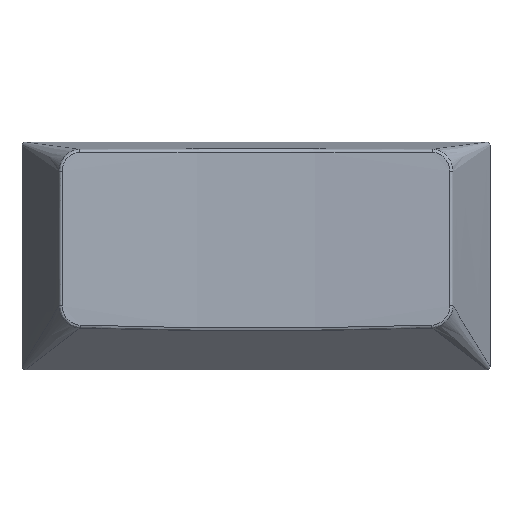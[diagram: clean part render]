
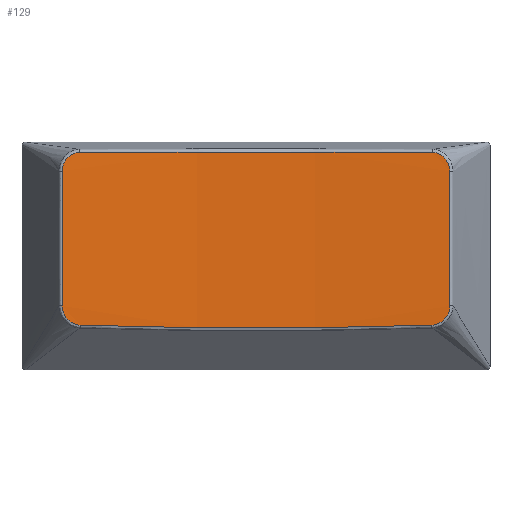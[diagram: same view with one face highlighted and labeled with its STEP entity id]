
A CAD part, top view. The second image highlights one B-rep face of the part: STEP entity #129.
In plain terms, the highlighted cylindrical face has radius 201.155 mm (diameter 402.309 mm), a partial arc.
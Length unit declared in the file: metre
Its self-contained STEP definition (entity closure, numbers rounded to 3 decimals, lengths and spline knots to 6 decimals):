
#129=ADVANCED_FACE('0:248',(#321),#322,.F.);
#321=FACE_OUTER_BOUND('',#2956,.T.);
#322=CYLINDRICAL_SURFACE('',#2957,0.201155);
#2956=EDGE_LOOP('',(#3741,#3742,#3743,#3744,#3745,#3746,#3747,#3748));
#2957=AXIS2_PLACEMENT_3D('',#3749,#3750,#3751);
#3741=ORIENTED_EDGE('',*,*,#4212,.F.);
#3742=ORIENTED_EDGE('',*,*,#4215,.F.);
#3743=ORIENTED_EDGE('',*,*,#4221,.F.);
#3744=ORIENTED_EDGE('',*,*,#4226,.F.);
#3745=ORIENTED_EDGE('',*,*,#4232,.F.);
#3746=ORIENTED_EDGE('',*,*,#4230,.F.);
#3747=ORIENTED_EDGE('',*,*,#4224,.F.);
#3748=ORIENTED_EDGE('',*,*,#4218,.F.);
#3749=CARTESIAN_POINT('',(0.00004,0.009803,0.207566));
#3750=DIRECTION('',(0.,-1.,0.022));
#3751=DIRECTION('',(-1.0,0.,0.));
#4212=EDGE_CURVE('0:1052',#4692,#4687,#4694,.T.);
#4215=EDGE_CURVE('0:1061',#4697,#4692,#4699,.T.);
#4218=EDGE_CURVE('0:1070',#4687,#4700,#4704,.T.);
#4221=EDGE_CURVE('0:1079',#4707,#4697,#4709,.T.);
#4224=EDGE_CURVE('0:1088',#4700,#4710,#4714,.T.);
#4226=EDGE_CURVE('0:1094',#4716,#4707,#4718,.T.);
#4230=EDGE_CURVE('0:1106',#4710,#4720,#4724,.T.);
#4232=EDGE_CURVE('0:1112',#4720,#4716,#4726,.T.);
#4687=VERTEX_POINT('',#7339);
#4692=VERTEX_POINT('',#7349);
#4694=B_SPLINE_CURVE_WITH_KNOTS('',3,(#7351,#7352,#7353,#7354,#7355,#7356),.UNSPECIFIED.,.F.,.F.,(4,1,1,4),(0.,0.658741,1.317482,2.305594),.UNSPECIFIED.);
#4697=VERTEX_POINT('',#7359);
#4699=ELLIPSE('',#7361,0.1596,0.13815);
#4700=VERTEX_POINT('',#7362);
#4704=B_SPLINE_CURVE_WITH_KNOTS('',3,(#7370,#7371,#7372,#7373,#7374),.UNSPECIFIED.,.F.,.F.,(4,1,4),(0.,4.569338,10.661789),.UNSPECIFIED.);
#4707=VERTEX_POINT('',#7382);
#4709=B_SPLINE_CURVE_WITH_KNOTS('',3,(#7384,#7385,#7386,#7387,#7388,#7389),.UNSPECIFIED.,.F.,.F.,(4,1,1,4),(0.,0.988112,1.646853,2.305594),.UNSPECIFIED.);
#4710=VERTEX_POINT('',#7390);
#4714=B_SPLINE_CURVE_WITH_KNOTS('',3,(#7399,#7400,#7401,#7402,#7403,#7404),.UNSPECIFIED.,.F.,.F.,(4,1,1,4),(0.,0.9605,1.600834,2.241168),.UNSPECIFIED.);
#4716=VERTEX_POINT('',#7406);
#4718=B_SPLINE_CURVE_WITH_KNOTS('',3,(#7408,#7409,#7410,#7411,#7412),.UNSPECIFIED.,.F.,.F.,(4,1,4),(-10.661789,-4.569338,0.),.UNSPECIFIED.);
#4720=VERTEX_POINT('',#7418);
#4724=ELLIPSE('',#7422,0.173237,0.149942);
#4726=B_SPLINE_CURVE_WITH_KNOTS('',3,(#7430,#7431,#7432,#7433,#7434,#7435,#7436),.UNSPECIFIED.,.F.,.F.,(4,1,1,1,4),(0.,0.32017,0.96051,1.60085,2.241189),.UNSPECIFIED.);
#7339=CARTESIAN_POINT('',(-0.015303,-0.003981,0.00725));
#7349=CARTESIAN_POINT('',(-0.01388,-0.005513,0.00718));
#7351=CARTESIAN_POINT('',(-0.01388,-0.005513,0.00718));
#7352=CARTESIAN_POINT('',(-0.014099,-0.005506,0.007195));
#7353=CARTESIAN_POINT('',(-0.01453,-0.005378,0.007223));
#7354=CARTESIAN_POINT('',(-0.015115,-0.004855,0.007255));
#7355=CARTESIAN_POINT('',(-0.015303,-0.004311,0.007257));
#7356=CARTESIAN_POINT('',(-0.015303,-0.003981,0.00725));
#7359=CARTESIAN_POINT('',(0.013961,-0.005513,0.00718));
#7361=AXIS2_PLACEMENT_3D('',#7833,#7834,#7835);
#7362=CARTESIAN_POINT('',(-0.015307,0.006678,0.007018));
#7370=CARTESIAN_POINT('',(-0.015303,-0.003981,0.00725));
#7371=CARTESIAN_POINT('',(-0.015303,-0.002459,0.007217));
#7372=CARTESIAN_POINT('',(-0.015305,0.001094,0.00714));
#7373=CARTESIAN_POINT('',(-0.015307,0.004648,0.007062));
#7374=CARTESIAN_POINT('',(-0.015307,0.006678,0.007018));
#7382=CARTESIAN_POINT('',(0.015383,-0.003981,0.00725));
#7384=CARTESIAN_POINT('',(0.015383,-0.003981,0.00725));
#7385=CARTESIAN_POINT('',(0.015383,-0.004311,0.007257));
#7386=CARTESIAN_POINT('',(0.015195,-0.004855,0.007255));
#7387=CARTESIAN_POINT('',(0.014611,-0.005378,0.007223));
#7388=CARTESIAN_POINT('',(0.014179,-0.005506,0.007195));
#7389=CARTESIAN_POINT('',(0.013961,-0.005513,0.00718));
#7390=CARTESIAN_POINT('',(-0.013934,0.00816,0.006885));
#7399=CARTESIAN_POINT('',(-0.015307,0.006678,0.007018));
#7400=CARTESIAN_POINT('',(-0.015307,0.006998,0.007011));
#7401=CARTESIAN_POINT('',(-0.015135,0.00753,0.006986));
#7402=CARTESIAN_POINT('',(-0.014569,0.008042,0.006933));
#7403=CARTESIAN_POINT('',(-0.014147,0.008159,0.0069));
#7404=CARTESIAN_POINT('',(-0.013934,0.00816,0.006885));
#7406=CARTESIAN_POINT('',(0.015387,0.006678,0.007018));
#7408=CARTESIAN_POINT('',(0.015387,0.006678,0.007018));
#7409=CARTESIAN_POINT('',(0.015387,0.004648,0.007062));
#7410=CARTESIAN_POINT('',(0.015385,0.001094,0.00714));
#7411=CARTESIAN_POINT('',(0.015383,-0.002459,0.007217));
#7412=CARTESIAN_POINT('',(0.015383,-0.003981,0.00725));
#7418=CARTESIAN_POINT('',(0.014015,0.00816,0.006885));
#7422=AXIS2_PLACEMENT_3D('',#7854,#7855,#7856);
#7430=CARTESIAN_POINT('',(0.014015,0.00816,0.006885));
#7431=CARTESIAN_POINT('',(0.014121,0.00816,0.006893));
#7432=CARTESIAN_POINT('',(0.01444,0.008115,0.006916));
#7433=CARTESIAN_POINT('',(0.014916,0.007849,0.006957));
#7434=CARTESIAN_POINT('',(0.015296,0.007317,0.006997));
#7435=CARTESIAN_POINT('',(0.015387,0.006891,0.007013));
#7436=CARTESIAN_POINT('',(0.015387,0.006678,0.007018));
#7833=CARTESIAN_POINT('',(0.00004,0.05265,0.131909));
#7834=DIRECTION('',(0.,0.906,-0.423));
#7835=DIRECTION('',(1.0,0.,0.));
#7854=CARTESIAN_POINT('',(0.00004,-0.004703,0.155784));
#7855=DIRECTION('',(0.,-0.996,-0.086));
#7856=DIRECTION('',(1.0,0.,0.));
